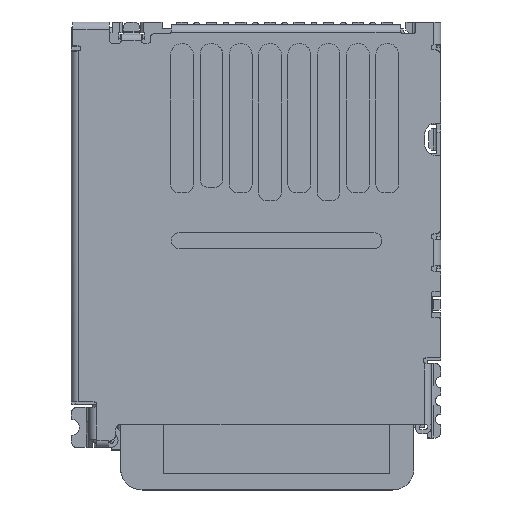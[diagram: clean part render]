
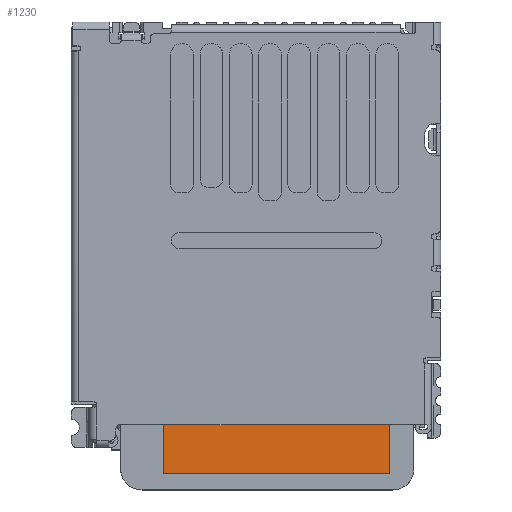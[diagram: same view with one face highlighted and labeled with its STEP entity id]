
A CAD part, top view. The second image highlights one B-rep face of the part: STEP entity #1230.
In plain terms, the highlighted free-form (B-spline) face has degree [1, 1] with [2, 2] control points.
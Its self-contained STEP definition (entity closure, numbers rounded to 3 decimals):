
#1126 = VERTEX_POINT('',#1127);
#1127 = CARTESIAN_POINT('',(228.19,124.613,0.83));
#1132 = EDGE_CURVE('',#1126,#1133,#1135,.T.);
#1133 = VERTEX_POINT('',#1134);
#1134 = CARTESIAN_POINT('',(219.69,124.613,0.83));
#1135 = B_SPLINE_CURVE_WITH_KNOTS('',1,(#1136,#1137),.UNSPECIFIED.,.F.,
  .F.,(2,2),(0.,56.667),.PIECEWISE_BEZIER_KNOTS.);
#1136 = CARTESIAN_POINT('',(228.19,124.613,0.83));
#1137 = CARTESIAN_POINT('',(219.69,124.613,0.83));
#1154 = EDGE_CURVE('',#1133,#1155,#1157,.T.);
#1155 = VERTEX_POINT('',#1156);
#1156 = CARTESIAN_POINT('',(219.69,118.413,0.83));
#1157 = B_SPLINE_CURVE_WITH_KNOTS('',1,(#1158,#1159),.UNSPECIFIED.,.F.,
  .F.,(2,2),(0.,41.333),.PIECEWISE_BEZIER_KNOTS.);
#1158 = CARTESIAN_POINT('',(219.69,124.613,0.83));
#1159 = CARTESIAN_POINT('',(219.69,118.413,0.83));
#1202 = EDGE_CURVE('',#1155,#1203,#1205,.T.);
#1203 = VERTEX_POINT('',#1204);
#1204 = CARTESIAN_POINT('',(228.19,118.413,0.83));
#1205 = B_SPLINE_CURVE_WITH_KNOTS('',1,(#1206,#1207),.UNSPECIFIED.,.F.,
  .F.,(2,2),(0.,56.667),.PIECEWISE_BEZIER_KNOTS.);
#1206 = CARTESIAN_POINT('',(219.69,118.413,0.83));
#1207 = CARTESIAN_POINT('',(228.19,118.413,0.83));
#1230 = ADVANCED_FACE('',(#1231),#1241,.T.);
#1231 = FACE_BOUND('',#1232,.T.);
#1232 = EDGE_LOOP('',(#1233,#1234,#1235,#1240));
#1233 = ORIENTED_EDGE('',*,*,#1154,.F.);
#1234 = ORIENTED_EDGE('',*,*,#1132,.F.);
#1235 = ORIENTED_EDGE('',*,*,#1236,.F.);
#1236 = EDGE_CURVE('',#1203,#1126,#1237,.T.);
#1237 = B_SPLINE_CURVE_WITH_KNOTS('',1,(#1238,#1239),.UNSPECIFIED.,.F.,
  .F.,(2,2),(0.,41.333),.PIECEWISE_BEZIER_KNOTS.);
#1238 = CARTESIAN_POINT('',(228.19,118.413,0.83));
#1239 = CARTESIAN_POINT('',(228.19,124.613,0.83));
#1240 = ORIENTED_EDGE('',*,*,#1202,.F.);
#1241 = B_SPLINE_SURFACE_WITH_KNOTS('',1,1,(
    (#1242,#1243)
    ,(#1244,#1245
    )),.UNSPECIFIED.,.F.,.F.,.F.,(2,2),(2,2),(0.,1.),(0.,1.),
  .PIECEWISE_BEZIER_KNOTS.);
#1242 = CARTESIAN_POINT('',(219.265,124.923,0.83));
#1243 = CARTESIAN_POINT('',(219.265,118.103,0.83));
#1244 = CARTESIAN_POINT('',(228.615,124.923,0.83));
#1245 = CARTESIAN_POINT('',(228.615,118.103,0.83));
